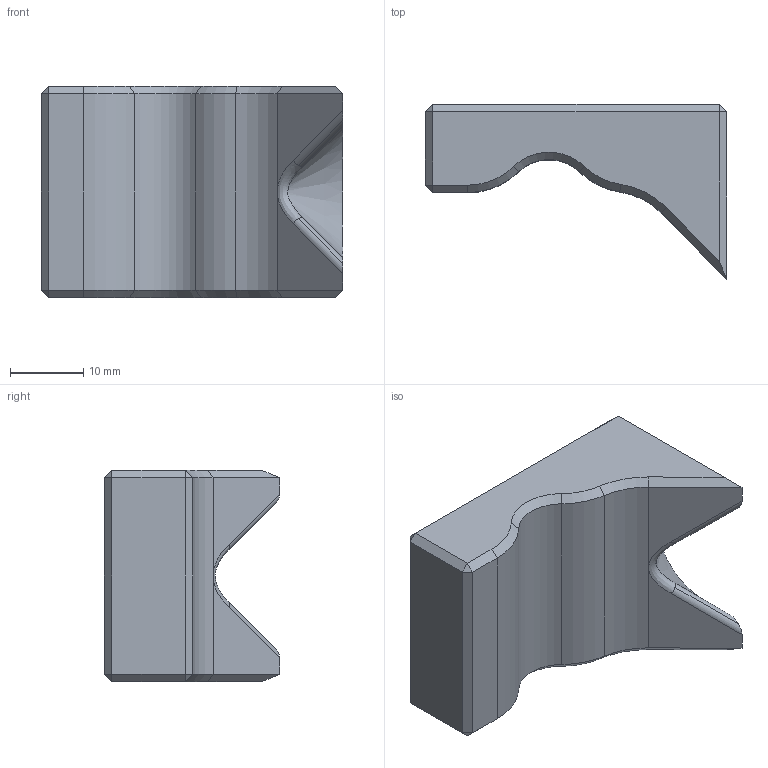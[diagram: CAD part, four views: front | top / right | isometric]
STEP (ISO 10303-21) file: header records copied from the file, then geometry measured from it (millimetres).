
FILE_DESCRIPTION (( 'STEP AP203' ), '1' );
FILE_NAME ('10375-U1CustomDoorBlock-RevC-RC1.STEP', '2023-08-17T18:22:46', ( '' ), ( '' ), 'SwSTEP 2.0', 'SolidWorks 2022', '' );
FILE_SCHEMA (( 'CONFIG_CONTROL_DESIGN' ));
Length unit declared in the file: millimetre
Products named in the file (1): 10375-U1CustomArmyDoorBlock-RevC-RC1
Bounding box: 41.15 x 23.9 x 28.85 mm (x, y, z)
Volume: 14105.1 mm3; surface area: 4298.9 mm2
Topology: 1 solids, 1 shells, 68 faces, 152 edges, 87 vertices
Faces by surface type: plane 30, bspline 19, cylinder 10, cone 9
Entity records: 3337 total; most frequent: CARTESIAN_POINT 1935, ORIENTED_EDGE 304, DIRECTION 219, EDGE_CURVE 152, VERTEX_POINT 87, LINE 77, VECTOR 77, AXIS2_PLACEMENT_3D 71
